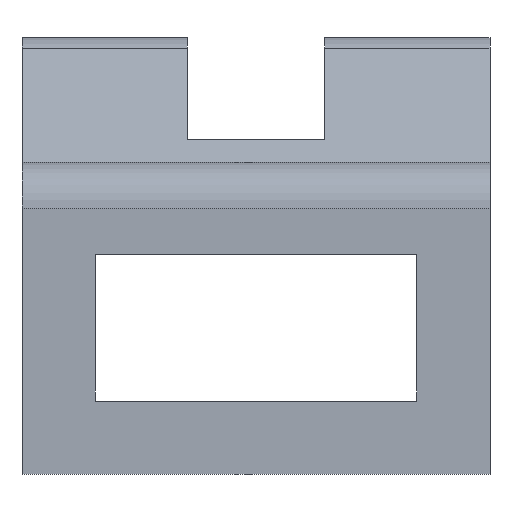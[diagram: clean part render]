
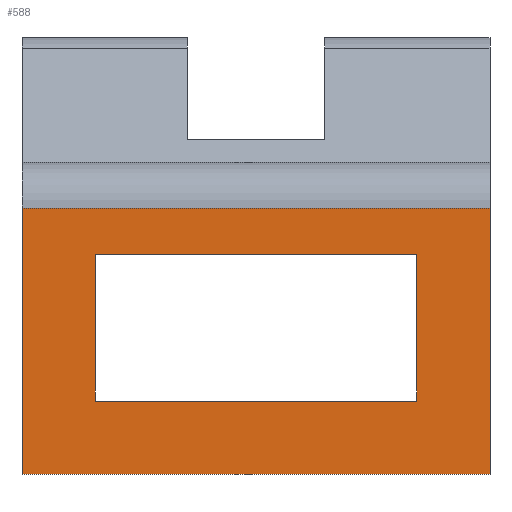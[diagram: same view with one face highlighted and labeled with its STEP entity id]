
A CAD part, front view. The second image highlights one B-rep face of the part: STEP entity #588.
In plain terms, the highlighted planar face has unit normal (0, -1, 0).
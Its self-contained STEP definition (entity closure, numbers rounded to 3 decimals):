
#23=FACE_BOUND('',#82,.T.);
#51=FACE_OUTER_BOUND('',#81,.T.);
#81=EDGE_LOOP('',(#430,#431,#432,#433));
#82=EDGE_LOOP('',(#434,#435,#436,#437));
#125=LINE('',#858,#195);
#135=LINE('',#883,#205);
#139=LINE('',#892,#209);
#141=LINE('',#896,#211);
#144=LINE('',#902,#214);
#145=LINE('',#903,#215);
#146=LINE('',#904,#216);
#147=LINE('',#905,#217);
#195=VECTOR('',#689,10.);
#205=VECTOR('',#707,10.);
#209=VECTOR('',#713,10.);
#211=VECTOR('',#717,10.);
#214=VECTOR('',#722,10.);
#215=VECTOR('',#723,10.);
#216=VECTOR('',#724,10.);
#217=VECTOR('',#725,10.);
#265=VERTEX_POINT('',#855);
#266=VERTEX_POINT('',#857);
#276=VERTEX_POINT('',#880);
#277=VERTEX_POINT('',#882);
#280=VERTEX_POINT('',#889);
#281=VERTEX_POINT('',#891);
#282=VERTEX_POINT('',#895);
#284=VERTEX_POINT('',#901);
#321=EDGE_CURVE('',#265,#266,#125,.T.);
#334=EDGE_CURVE('',#277,#276,#135,.T.);
#338=EDGE_CURVE('',#281,#280,#139,.T.);
#340=EDGE_CURVE('',#282,#265,#141,.T.);
#343=EDGE_CURVE('',#284,#266,#144,.T.);
#344=EDGE_CURVE('',#284,#282,#145,.T.);
#345=EDGE_CURVE('',#276,#281,#146,.T.);
#346=EDGE_CURVE('',#280,#277,#147,.T.);
#430=ORIENTED_EDGE('',*,*,#343,.T.);
#431=ORIENTED_EDGE('',*,*,#321,.F.);
#432=ORIENTED_EDGE('',*,*,#340,.F.);
#433=ORIENTED_EDGE('',*,*,#344,.F.);
#434=ORIENTED_EDGE('',*,*,#334,.T.);
#435=ORIENTED_EDGE('',*,*,#345,.T.);
#436=ORIENTED_EDGE('',*,*,#338,.T.);
#437=ORIENTED_EDGE('',*,*,#346,.T.);
#566=PLANE('',#634);
#588=ADVANCED_FACE('',(#51,#23),#566,.F.);
#634=AXIS2_PLACEMENT_3D('',#900,#720,#721);
#689=DIRECTION('',(0.,0.,1.));
#707=DIRECTION('',(1.,0.,0.));
#713=DIRECTION('',(-1.,0.,0.));
#717=DIRECTION('',(-1.,0.,0.));
#720=DIRECTION('center_axis',(0.,1.,0.));
#721=DIRECTION('ref_axis',(1.,0.,0.));
#722=DIRECTION('',(-1.,0.,0.));
#723=DIRECTION('',(0.,0.,-1.));
#724=DIRECTION('',(0.,0.,-1.));
#725=DIRECTION('',(0.,0.,1.));
#855=CARTESIAN_POINT('',(-8.,0.,-26.));
#857=CARTESIAN_POINT('',(-8.,0.,3.));
#858=CARTESIAN_POINT('',(-8.,0.,-26.));
#880=CARTESIAN_POINT('',(35.,0.,-2.));
#882=CARTESIAN_POINT('',(0.,0.,-2.));
#883=CARTESIAN_POINT('',(8.75,0.,-2.));
#889=CARTESIAN_POINT('',(0.,0.,-18.));
#891=CARTESIAN_POINT('',(35.,0.,-18.));
#892=CARTESIAN_POINT('',(9.75,0.,-18.));
#895=CARTESIAN_POINT('',(43.,0.,-26.));
#896=CARTESIAN_POINT('',(43.,0.,-26.));
#900=CARTESIAN_POINT('Origin',(17.5,0.,-9.));
#901=CARTESIAN_POINT('',(43.,0.,3.));
#902=CARTESIAN_POINT('',(-8.,0.,3.));
#903=CARTESIAN_POINT('',(43.,0.,-0.5));
#904=CARTESIAN_POINT('',(35.,0.,-5.5));
#905=CARTESIAN_POINT('',(0.,0.,-13.5));
